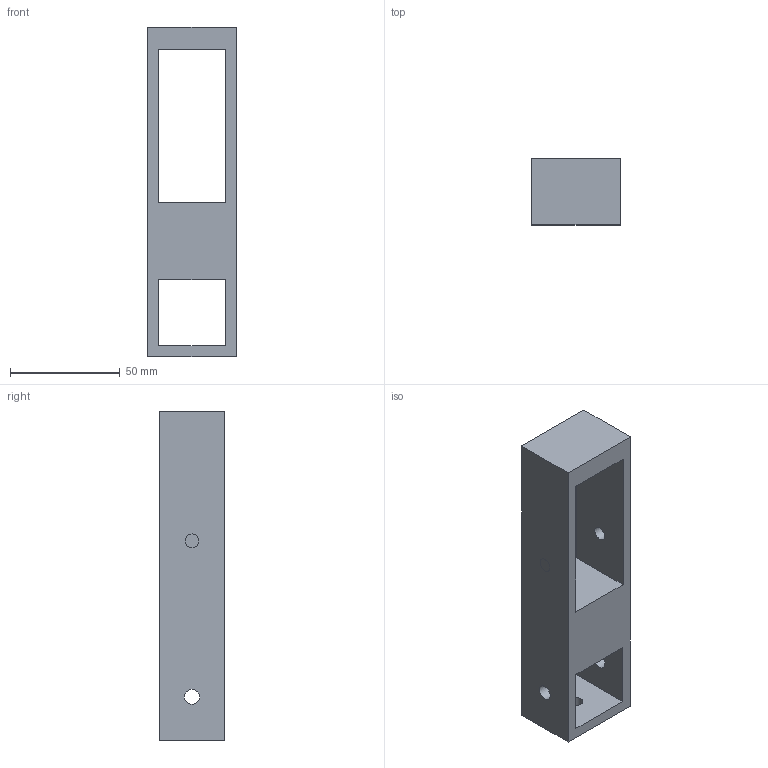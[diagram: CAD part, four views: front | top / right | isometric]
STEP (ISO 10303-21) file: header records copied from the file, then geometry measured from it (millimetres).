
FILE_DESCRIPTION(/* description */ (''),/* implementation_level */ '2;1');
FILE_NAME(/* name */ 'lever_support.stp',/* time_stamp */ '2024-07-09T17:19:57+09:00',/* author */ ('OMS55'),/* organization */ (''),/* preprocessor_version */ 'ST-DEVELOPER v19',/* originating_system */ 'Autodesk Inventor 2023',/* authorisation */ '');
FILE_SCHEMA (('AUTOMOTIVE_DESIGN { 1 0 10303 214 3 1 1 }'));
Length unit declared in the file: millimetre
Products named in the file (1): lever_support
Bounding box: 40.1 x 30 x 150 mm (x, y, z)
Volume: 88186.9 mm3; surface area: 27215.5 mm2
Topology: 1 solids, 1 shells, 20 faces, 51 edges, 34 vertices
Faces by surface type: plane 15, cylinder 5
Full cylindrical faces by diameter (mm): 6.3 x3, 6.9 x2
Entity records: 672 total; most frequent: CARTESIAN_POINT 106, DIRECTION 103, ORIENTED_EDGE 102, EDGE_CURVE 51, LINE 41, VECTOR 41, VERTEX_POINT 34, EDGE_LOOP 33
